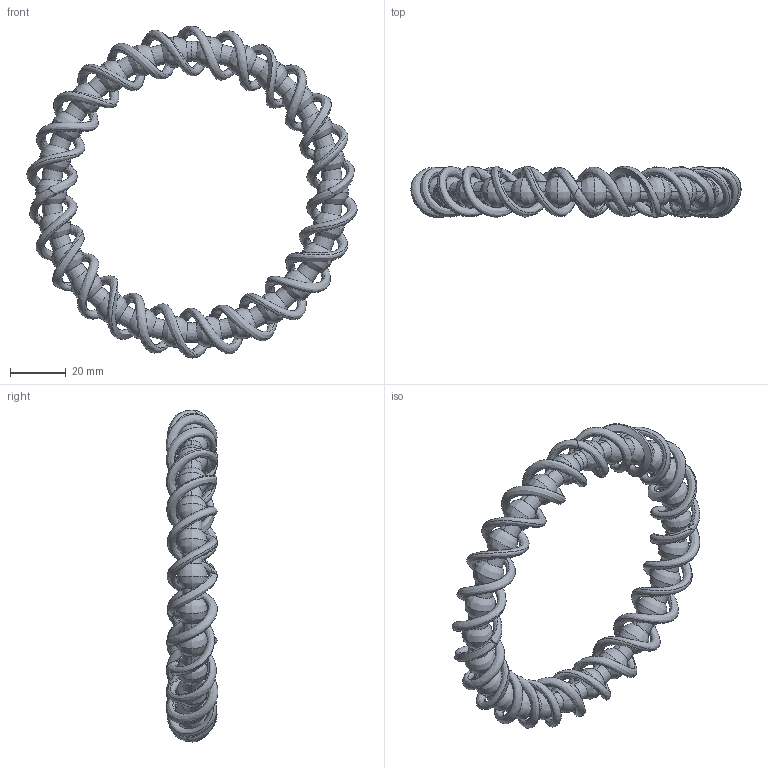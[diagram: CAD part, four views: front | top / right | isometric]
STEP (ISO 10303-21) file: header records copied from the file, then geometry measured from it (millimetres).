
FILE_DESCRIPTION(('FreeCAD Model'),'2;1');
FILE_NAME('Open CASCADE Shape Model','2025-05-04T02:47:15',('FreeCAD'),( 'FreeCAD'),'Open CASCADE STEP processor 7.6','FreeCAD','Unknown');
FILE_SCHEMA(('AUTOMOTIVE_DESIGN { 1 0 10303 214 1 1 1 1 }'));
Length unit declared in the file: millimetre
Products named in the file (1): Open CASCADE STEP translator 7.6 1
Bounding box: 118.17 x 18.42 x 118.84 mm (x, y, z)
Surface area: 23313.5 mm2 (no closed solid volume)
Topology: 0 solids, 1 shells, 114 faces, 332 edges, 200 vertices
Faces by surface type: bspline 114
Entity records: 10872 total; most frequent: CARTESIAN_POINT 9145, ORIENTED_EDGE 642, EDGE_CURVE 322, VERTEX_POINT 200, B_SPLINE_CURVE_WITH_KNOTS 188, FACE_BOUND 118, EDGE_LOOP 118, ADVANCED_FACE 114
